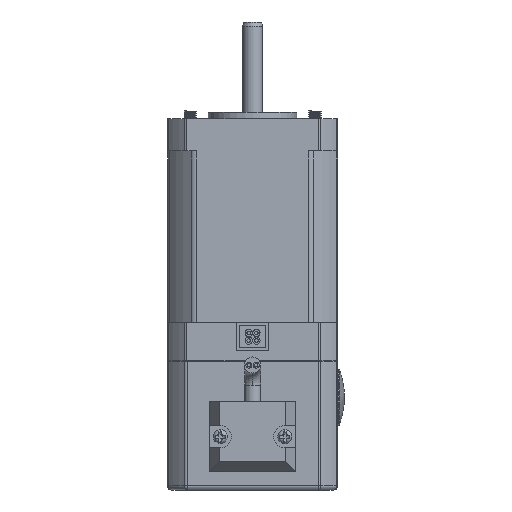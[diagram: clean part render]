
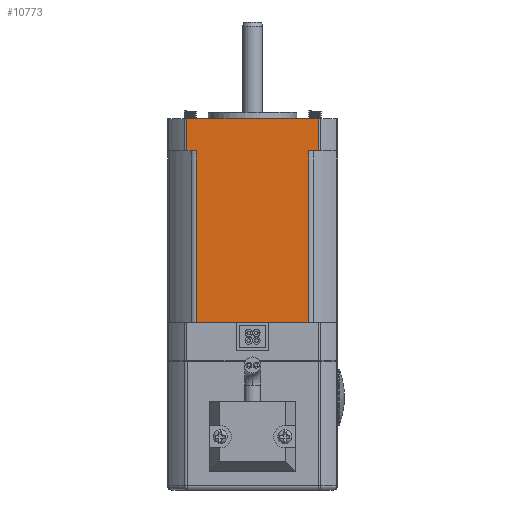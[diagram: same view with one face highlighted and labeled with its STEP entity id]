
A CAD part, front view. The second image highlights one B-rep face of the part: STEP entity #10773.
In plain terms, the highlighted planar face has unit normal (0, -1, 0).
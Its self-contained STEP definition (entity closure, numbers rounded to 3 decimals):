
#10773 = ADVANCED_FACE('',(#10774),#10840,.T.);
#10774 = FACE_BOUND('',#10775,.T.);
#10775 = EDGE_LOOP('',(#10776,#10786,#10794,#10802,#10810,#10818,#10826,
    #10834));
#10776 = ORIENTED_EDGE('',*,*,#10777,.F.);
#10777 = EDGE_CURVE('',#10778,#10780,#10782,.T.);
#10778 = VERTEX_POINT('',#10779);
#10779 = CARTESIAN_POINT('',(-16.294,-21.1,0.));
#10780 = VERTEX_POINT('',#10781);
#10781 = CARTESIAN_POINT('',(16.294,-21.1,0.));
#10782 = LINE('',#10783,#10784);
#10783 = CARTESIAN_POINT('',(-21.1,-21.1,0.));
#10784 = VECTOR('',#10785,1.);
#10785 = DIRECTION('',(1.,0.,0.));
#10786 = ORIENTED_EDGE('',*,*,#10787,.T.);
#10787 = EDGE_CURVE('',#10778,#10788,#10790,.T.);
#10788 = VERTEX_POINT('',#10789);
#10789 = CARTESIAN_POINT('',(-16.294,-21.1,-8.));
#10790 = LINE('',#10791,#10792);
#10791 = CARTESIAN_POINT('',(-16.294,-21.1,-60.1));
#10792 = VECTOR('',#10793,1.);
#10793 = DIRECTION('',(0.,-0.,-1.));
#10794 = ORIENTED_EDGE('',*,*,#10795,.F.);
#10795 = EDGE_CURVE('',#10796,#10788,#10798,.T.);
#10796 = VERTEX_POINT('',#10797);
#10797 = CARTESIAN_POINT('',(-13.947,-21.1,-8.));
#10798 = LINE('',#10799,#10800);
#10799 = CARTESIAN_POINT('',(-21.1,-21.1,-8.));
#10800 = VECTOR('',#10801,1.);
#10801 = DIRECTION('',(-1.,0.,0.));
#10802 = ORIENTED_EDGE('',*,*,#10803,.T.);
#10803 = EDGE_CURVE('',#10796,#10804,#10806,.T.);
#10804 = VERTEX_POINT('',#10805);
#10805 = CARTESIAN_POINT('',(-13.947,-21.1,-50.59));
#10806 = LINE('',#10807,#10808);
#10807 = CARTESIAN_POINT('',(-13.947,-21.1,-60.1));
#10808 = VECTOR('',#10809,1.);
#10809 = DIRECTION('',(0.,-0.,-1.));
#10810 = ORIENTED_EDGE('',*,*,#10811,.T.);
#10811 = EDGE_CURVE('',#10804,#10812,#10814,.T.);
#10812 = VERTEX_POINT('',#10813);
#10813 = CARTESIAN_POINT('',(13.947,-21.1,-50.59));
#10814 = LINE('',#10815,#10816);
#10815 = CARTESIAN_POINT('',(-21.1,-21.1,-50.59));
#10816 = VECTOR('',#10817,1.);
#10817 = DIRECTION('',(1.,0.,0.));
#10818 = ORIENTED_EDGE('',*,*,#10819,.T.);
#10819 = EDGE_CURVE('',#10812,#10820,#10822,.T.);
#10820 = VERTEX_POINT('',#10821);
#10821 = CARTESIAN_POINT('',(13.947,-21.1,-8.));
#10822 = LINE('',#10823,#10824);
#10823 = CARTESIAN_POINT('',(13.947,-21.1,-60.1));
#10824 = VECTOR('',#10825,1.);
#10825 = DIRECTION('',(-0.,0.,1.));
#10826 = ORIENTED_EDGE('',*,*,#10827,.F.);
#10827 = EDGE_CURVE('',#10828,#10820,#10830,.T.);
#10828 = VERTEX_POINT('',#10829);
#10829 = CARTESIAN_POINT('',(16.294,-21.1,-8.));
#10830 = LINE('',#10831,#10832);
#10831 = CARTESIAN_POINT('',(-21.1,-21.1,-8.));
#10832 = VECTOR('',#10833,1.);
#10833 = DIRECTION('',(-1.,0.,0.));
#10834 = ORIENTED_EDGE('',*,*,#10835,.T.);
#10835 = EDGE_CURVE('',#10828,#10780,#10836,.T.);
#10836 = LINE('',#10837,#10838);
#10837 = CARTESIAN_POINT('',(16.294,-21.1,-60.1));
#10838 = VECTOR('',#10839,1.);
#10839 = DIRECTION('',(-0.,0.,1.));
#10840 = PLANE('',#10841);
#10841 = AXIS2_PLACEMENT_3D('',#10842,#10843,#10844);
#10842 = CARTESIAN_POINT('',(-21.1,-21.1,-60.1));
#10843 = DIRECTION('',(0.,-1.,0.));
#10844 = DIRECTION('',(0.,-0.,-1.));
